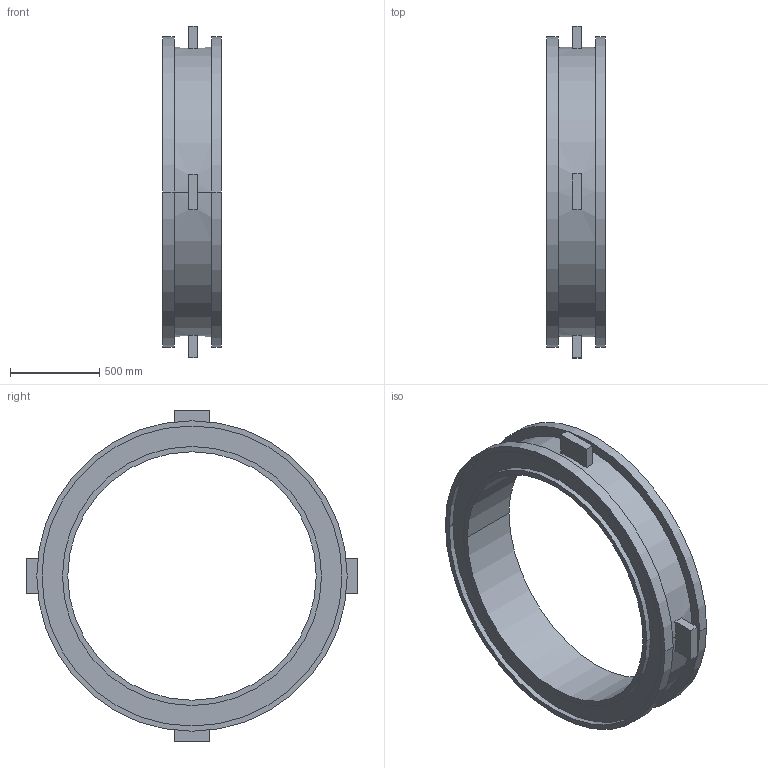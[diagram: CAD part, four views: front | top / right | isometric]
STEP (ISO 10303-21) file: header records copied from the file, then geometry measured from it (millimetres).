
FILE_DESCRIPTION (( 'STEP AP214' ), '1' );
FILE_NAME ('Titan.STEP', '2024-12-04T01:29:42', ( '' ), ( '' ), 'SwSTEP 2.0', 'SolidWorks 2020', '' );
FILE_SCHEMA (( 'AUTOMOTIVE_DESIGN' ));
Length unit declared in the file: millimetre
Products named in the file (1): Titan
Bounding box: 330 x 1860 x 1860 mm (x, y, z)
Volume: 203899309.6 mm3; surface area: 6054129 mm2
Topology: 1 solids, 1 shells, 38 faces, 90 edges, 60 vertices
Faces by surface type: plane 26, cylinder 12
Entity records: 1148 total; most frequent: DIRECTION 204, CARTESIAN_POINT 189, ORIENTED_EDGE 180, EDGE_CURVE 90, AXIS2_PLACEMENT_3D 75, VERTEX_POINT 60, LINE 54, VECTOR 54
